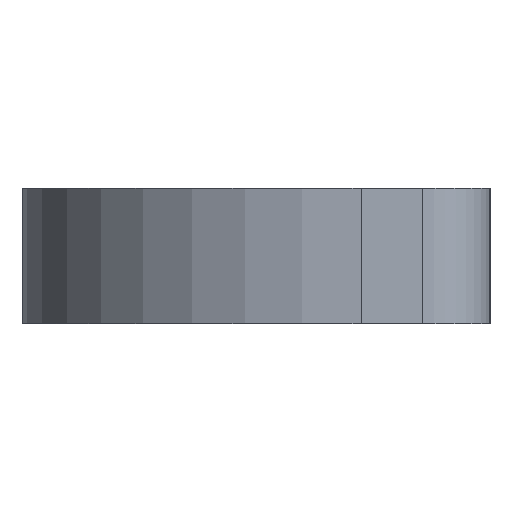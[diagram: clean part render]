
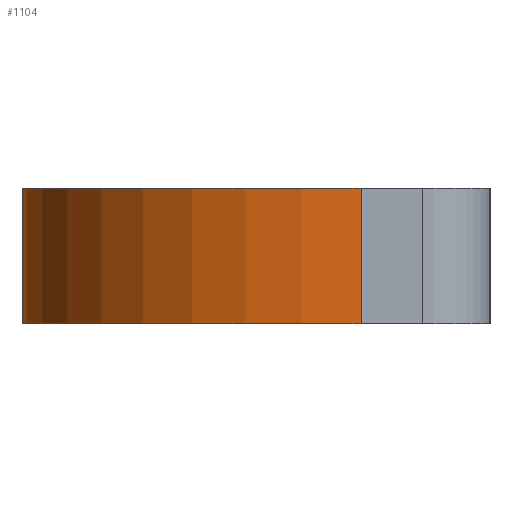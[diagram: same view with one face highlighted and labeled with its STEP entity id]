
A CAD part, left-side view. The second image highlights one B-rep face of the part: STEP entity #1104.
In plain terms, the highlighted cylindrical face has radius 50 mm (diameter 100 mm), a partial arc.
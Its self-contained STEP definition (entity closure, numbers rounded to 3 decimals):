
#862 = VERTEX_POINT('',#863);
#863 = CARTESIAN_POINT('',(-56.5,15.,0.));
#945 = VERTEX_POINT('',#946);
#946 = CARTESIAN_POINT('',(-106.5,-35.,0.));
#952 = EDGE_CURVE('',#945,#862,#953,.T.);
#953 = CIRCLE('',#954,50.);
#954 = AXIS2_PLACEMENT_3D('',#955,#956,#957);
#955 = CARTESIAN_POINT('',(-56.5,-35.,0.));
#956 = DIRECTION('',(0.,0.,-1.));
#957 = DIRECTION('',(-1.,-0.,-0.));
#1054 = EDGE_CURVE('',#862,#1055,#1057,.T.);
#1055 = VERTEX_POINT('',#1056);
#1056 = CARTESIAN_POINT('',(-56.5,15.,20.));
#1057 = LINE('',#1058,#1059);
#1058 = CARTESIAN_POINT('',(-56.5,15.,0.));
#1059 = VECTOR('',#1060,1.);
#1060 = DIRECTION('',(0.,0.,1.));
#1104 = ADVANCED_FACE('',(#1105),#1124,.T.);
#1105 = FACE_BOUND('',#1106,.T.);
#1106 = EDGE_LOOP('',(#1107,#1115,#1122,#1123));
#1107 = ORIENTED_EDGE('',*,*,#1108,.T.);
#1108 = EDGE_CURVE('',#945,#1109,#1111,.T.);
#1109 = VERTEX_POINT('',#1110);
#1110 = CARTESIAN_POINT('',(-106.5,-35.,20.));
#1111 = LINE('',#1112,#1113);
#1112 = CARTESIAN_POINT('',(-106.5,-35.,0.));
#1113 = VECTOR('',#1114,1.);
#1114 = DIRECTION('',(0.,0.,1.));
#1115 = ORIENTED_EDGE('',*,*,#1116,.T.);
#1116 = EDGE_CURVE('',#1109,#1055,#1117,.T.);
#1117 = CIRCLE('',#1118,50.);
#1118 = AXIS2_PLACEMENT_3D('',#1119,#1120,#1121);
#1119 = CARTESIAN_POINT('',(-56.5,-35.,20.));
#1120 = DIRECTION('',(0.,0.,-1.));
#1121 = DIRECTION('',(-1.,-0.,-0.));
#1122 = ORIENTED_EDGE('',*,*,#1054,.F.);
#1123 = ORIENTED_EDGE('',*,*,#952,.F.);
#1124 = CYLINDRICAL_SURFACE('',#1125,50.);
#1125 = AXIS2_PLACEMENT_3D('',#1126,#1127,#1128);
#1126 = CARTESIAN_POINT('',(-56.5,-35.,0.));
#1127 = DIRECTION('',(0.,0.,-1.));
#1128 = DIRECTION('',(-1.,0.,0.));
